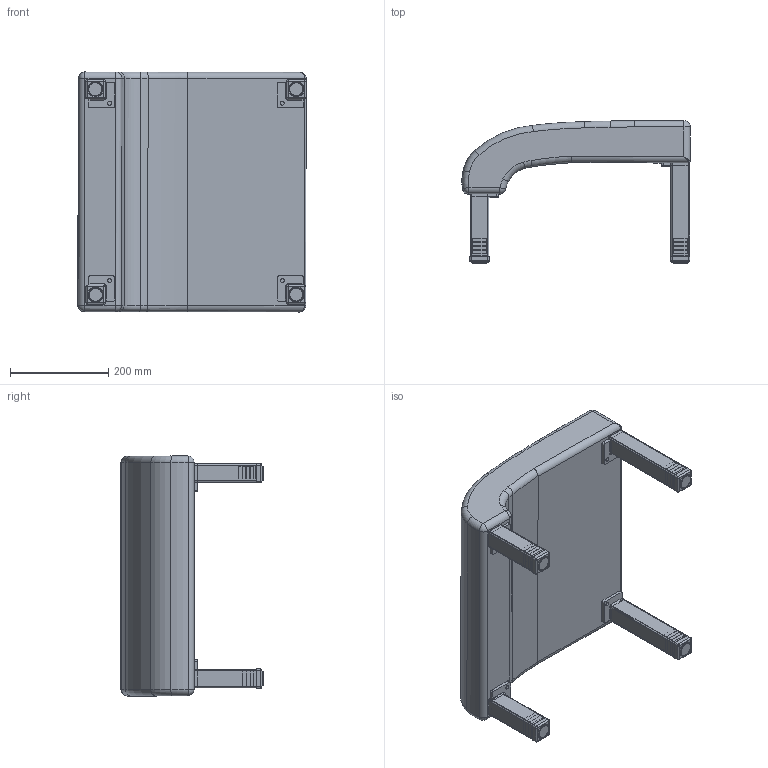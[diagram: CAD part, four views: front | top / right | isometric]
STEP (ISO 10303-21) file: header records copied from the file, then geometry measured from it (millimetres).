
FILE_DESCRIPTION(/* description */ (''),/* implementation_level */ '2;1');
FILE_NAME(/* name */ 'KOT00.stp',/* time_stamp */ '2017-01-10T08:39:04-05:00',/* author */ ('emerkel'),/* organization */ (''),/* preprocessor_version */ 'ST-DEVELOPER v16.5',/* originating_system */ 'Autodesk Inventor 2017',/* authorisation */ '');
FILE_SCHEMA (('AUTOMOTIVE_DESIGN { 1 0 10303 214 3 1 1 }'));
Length unit declared in the file: inch
Products named in the file (12): KOT00; LEG 5; LEG 5_1; LEG 5-C; LEG 7.5; LEG 7.5_1; TOP PLATE-C; LEG 7.75-C; LEG CAP 1.5-1; LEG CAP 1.5-1_1; GLD BLK 5-16; KOT00_1
Assembly tree (15 placements, depth 4):
  KOT00
    LEG 5  x2
      LEG 5_1
      TOP PLATE-C
      LEG 5-C
      LEG CAP 1.5-1
        LEG CAP 1.5-1_1
        GLD BLK 5-16
    LEG 7.5  x2
      LEG 7.5_1
      TOP PLATE-C
      LEG 7.75-C
      LEG CAP 1.5-1
        LEG CAP 1.5-1_1
        GLD BLK 5-16
    KOT00_1
Bounding box: 465.96 x 290.15 x 489.77 mm (x, y, z)
Volume: 20214030.5 mm3; surface area: 909789.1 mm2
Topology: 25 solids, 33 shells, 2880 faces, 6076 edges, 3280 vertices
Faces by surface type: cylinder 910, plane 662, torus 652, bspline 546, sphere 86, cone 24
Full cylindrical faces by diameter (mm): 6.528 x8, 7.925 x8, 7.938 x12, 9.906 x8, 11.989 x4, 31.75 x4
Entity records: 28397 total; most frequent: CARTESIAN_POINT 12070, ORIENTED_EDGE 3338, DIRECTION 3254, EDGE_CURVE 1671, AXIS2_PLACEMENT_3D 1296, VERTEX_POINT 919, EDGE_LOOP 824, FACE_OUTER_BOUND 792
